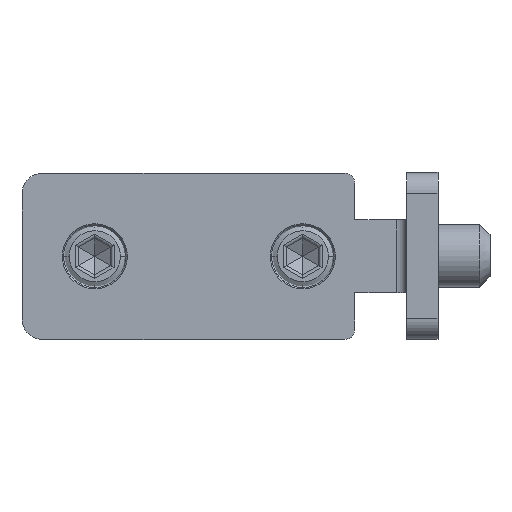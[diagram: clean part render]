
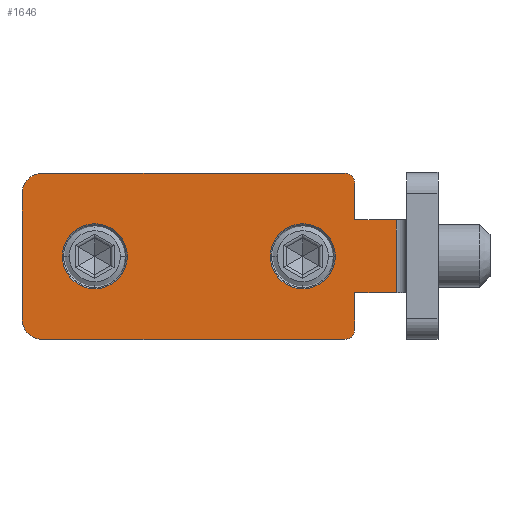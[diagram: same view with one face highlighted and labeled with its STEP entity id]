
A CAD part, top view. The second image highlights one B-rep face of the part: STEP entity #1646.
In plain terms, the highlighted planar face has unit normal (0, 0, 1).
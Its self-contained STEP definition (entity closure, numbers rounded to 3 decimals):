
#658=CARTESIAN_POINT('',(-30.,0.,0.));
#659=DIRECTION('',(0.,0.,-1.));
#660=DIRECTION('',(0.,1.,0.));
#661=AXIS2_PLACEMENT_3D('',#658,#659,#660);
#666=CARTESIAN_POINT('',(-30.,0.,0.));
#667=DIRECTION('',(0.,0.,-1.));
#668=DIRECTION('',(0.,-1.,0.));
#669=AXIS2_PLACEMENT_3D('',#666,#667,#668);
#674=CARTESIAN_POINT('',(-10.,0.,0.));
#675=DIRECTION('',(0.,0.,-1.));
#676=DIRECTION('',(0.,1.,0.));
#677=AXIS2_PLACEMENT_3D('',#674,#675,#676);
#682=CARTESIAN_POINT('',(-10.,0.,0.));
#683=DIRECTION('',(0.,0.,-1.));
#684=DIRECTION('',(0.,-1.,0.));
#685=AXIS2_PLACEMENT_3D('',#682,#683,#684);
#690=DIRECTION('',(0.,1.,0.));
#691=VECTOR('',#690,7.);
#692=CARTESIAN_POINT('',(-1.,-3.5,0.));
#693=LINE('',#692,#691);
#697=DIRECTION('',(-1.,0.,0.));
#698=VECTOR('',#697,4.);
#699=CARTESIAN_POINT('',(-1.,-3.5,0.));
#700=LINE('',#699,#698);
#704=DIRECTION('',(0.,1.,0.));
#705=VECTOR('',#704,3.5);
#706=CARTESIAN_POINT('',(-5.,-7.,0.));
#707=LINE('',#706,#705);
#711=DIRECTION('',(0.,-1.,0.));
#712=VECTOR('',#711,3.5);
#713=CARTESIAN_POINT('',(-5.,7.,0.));
#714=LINE('',#713,#712);
#718=DIRECTION('',(-1.,0.,0.));
#719=VECTOR('',#718,4.);
#720=CARTESIAN_POINT('',(-1.,3.5,0.));
#721=LINE('',#720,#719);
#924=CARTESIAN_POINT('',(-6.,7.,0.));
#925=DIRECTION('',(0.,0.,-1.));
#926=DIRECTION('',(0.,1.,0.));
#927=AXIS2_PLACEMENT_3D('',#924,#925,#926);
#947=DIRECTION('',(-1.,0.,0.));
#948=VECTOR('',#947,29.);
#949=CARTESIAN_POINT('',(-6.,8.,0.));
#950=LINE('',#949,#948);
#983=CARTESIAN_POINT('',(-35.,6.,0.));
#984=DIRECTION('',(0.,0.,-1.));
#985=DIRECTION('',(-1.,0.,0.));
#986=AXIS2_PLACEMENT_3D('',#983,#984,#985);
#991=DIRECTION('',(0.,1.,0.));
#992=VECTOR('',#991,12.);
#993=CARTESIAN_POINT('',(-37.,-6.,0.));
#994=LINE('',#993,#992);
#1005=CARTESIAN_POINT('',(-35.,-6.,0.));
#1006=DIRECTION('',(0.,0.,-1.));
#1007=DIRECTION('',(0.,-1.,0.));
#1008=AXIS2_PLACEMENT_3D('',#1005,#1006,#1007);
#1035=DIRECTION('',(-1.,0.,0.));
#1036=VECTOR('',#1035,29.);
#1037=CARTESIAN_POINT('',(-6.,-8.,0.));
#1038=LINE('',#1037,#1036);
#1064=CARTESIAN_POINT('',(-6.,-7.,0.));
#1065=DIRECTION('',(0.,0.,-1.));
#1066=DIRECTION('',(1.,0.,0.));
#1067=AXIS2_PLACEMENT_3D('',#1064,#1065,#1066);
#1254=CARTESIAN_POINT('',(-5.,3.5,0.));
#1256=VERTEX_POINT('',#1254);
#1258=CARTESIAN_POINT('',(-5.,-3.5,0.));
#1260=VERTEX_POINT('',#1258);
#1262=CARTESIAN_POINT('',(-37.,6.,0.));
#1264=VERTEX_POINT('',#1262);
#1266=CARTESIAN_POINT('',(-35.,8.,0.));
#1267=VERTEX_POINT('',#1266);
#1271=CARTESIAN_POINT('',(-37.,-6.,0.));
#1273=VERTEX_POINT('',#1271);
#1276=CARTESIAN_POINT('',(-35.,-8.,0.));
#1277=VERTEX_POINT('',#1276);
#1279=CARTESIAN_POINT('',(-5.,7.,0.));
#1281=VERTEX_POINT('',#1279);
#1284=CARTESIAN_POINT('',(-6.,8.,0.));
#1285=VERTEX_POINT('',#1284);
#1286=CARTESIAN_POINT('',(-5.,-7.,0.));
#1288=VERTEX_POINT('',#1286);
#1290=CARTESIAN_POINT('',(-6.,-8.,0.));
#1291=VERTEX_POINT('',#1290);
#1298=CARTESIAN_POINT('',(-30.,3.125,0.));
#1299=CARTESIAN_POINT('',(-30.,-3.125,0.));
#1300=VERTEX_POINT('',#1298);
#1301=VERTEX_POINT('',#1299);
#1310=CARTESIAN_POINT('',(-10.,3.125,0.));
#1311=CARTESIAN_POINT('',(-10.,-3.125,0.));
#1312=VERTEX_POINT('',#1310);
#1313=VERTEX_POINT('',#1311);
#1330=CARTESIAN_POINT('',(-1.,-3.5,0.));
#1331=CARTESIAN_POINT('',(-1.,3.5,0.));
#1332=VERTEX_POINT('',#1330);
#1333=VERTEX_POINT('',#1331);
#1605=CARTESIAN_POINT('',(0.,-8.,0.));
#1606=DIRECTION('',(0.,0.,-1.));
#1607=DIRECTION('',(-1.,0.,0.));
#1608=AXIS2_PLACEMENT_3D('',#1605,#1606,#1607);
#1609=PLANE('',#1608);
#1610=ORIENTED_EDGE('',*,*,#1578,.F.);
#1611=ORIENTED_EDGE('',*,*,#1590,.T.);
#1613=ORIENTED_EDGE('',*,*,#1612,.F.);
#1615=ORIENTED_EDGE('',*,*,#1614,.T.);
#1617=ORIENTED_EDGE('',*,*,#1616,.T.);
#1619=ORIENTED_EDGE('',*,*,#1618,.T.);
#1621=ORIENTED_EDGE('',*,*,#1620,.T.);
#1623=ORIENTED_EDGE('',*,*,#1622,.T.);
#1625=ORIENTED_EDGE('',*,*,#1624,.F.);
#1627=ORIENTED_EDGE('',*,*,#1626,.T.);
#1629=ORIENTED_EDGE('',*,*,#1628,.T.);
#1631=ORIENTED_EDGE('',*,*,#1630,.F.);
#1632=EDGE_LOOP('',(#1610,#1611,#1613,#1615,#1617,#1619,#1621,#1623,#1625,#1627,
#1629,#1631));
#1633=FACE_OUTER_BOUND('',#1632,.F.);
#1635=ORIENTED_EDGE('',*,*,#1634,.F.);
#1637=ORIENTED_EDGE('',*,*,#1636,.F.);
#1638=EDGE_LOOP('',(#1635,#1637));
#1639=FACE_BOUND('',#1638,.F.);
#1641=ORIENTED_EDGE('',*,*,#1640,.F.);
#1643=ORIENTED_EDGE('',*,*,#1642,.F.);
#1644=EDGE_LOOP('',(#1641,#1643));
#1645=FACE_BOUND('',#1644,.F.);
#662=CIRCLE('',#661,3.125);
#670=CIRCLE('',#669,3.125);
#678=CIRCLE('',#677,3.125);
#686=CIRCLE('',#685,3.125);
#928=CIRCLE('',#927,1.);
#987=CIRCLE('',#986,2.);
#1009=CIRCLE('',#1008,2.);
#1068=CIRCLE('',#1067,1.);
#1578=EDGE_CURVE('',#1332,#1333,#693,.T.);
#1590=EDGE_CURVE('',#1332,#1260,#700,.T.);
#1612=EDGE_CURVE('',#1288,#1260,#707,.T.);
#1614=EDGE_CURVE('',#1288,#1291,#1068,.T.);
#1616=EDGE_CURVE('',#1291,#1277,#1038,.T.);
#1618=EDGE_CURVE('',#1277,#1273,#1009,.T.);
#1620=EDGE_CURVE('',#1273,#1264,#994,.T.);
#1622=EDGE_CURVE('',#1264,#1267,#987,.T.);
#1624=EDGE_CURVE('',#1285,#1267,#950,.T.);
#1626=EDGE_CURVE('',#1285,#1281,#928,.T.);
#1628=EDGE_CURVE('',#1281,#1256,#714,.T.);
#1630=EDGE_CURVE('',#1333,#1256,#721,.T.);
#1634=EDGE_CURVE('',#1312,#1313,#678,.T.);
#1636=EDGE_CURVE('',#1313,#1312,#686,.T.);
#1640=EDGE_CURVE('',#1300,#1301,#662,.T.);
#1642=EDGE_CURVE('',#1301,#1300,#670,.T.);
#1646=ADVANCED_FACE('',(#1633,#1639,#1645),#1609,.F.);
